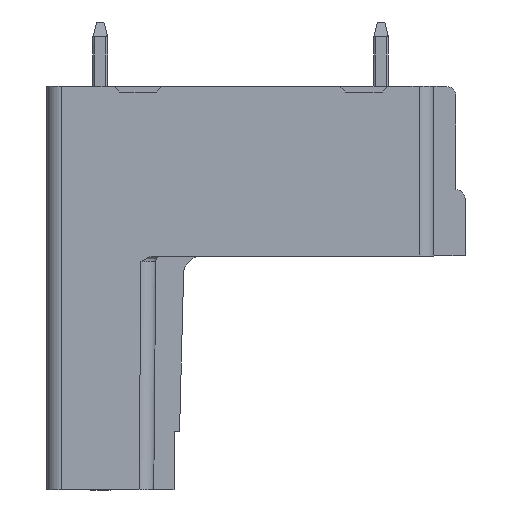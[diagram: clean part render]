
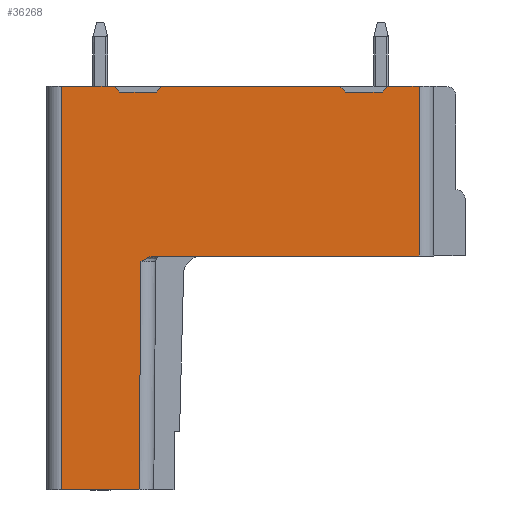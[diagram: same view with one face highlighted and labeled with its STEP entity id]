
A CAD part, left-side view. The second image highlights one B-rep face of the part: STEP entity #36268.
In plain terms, the highlighted planar face has unit normal (-1, 0, 0).
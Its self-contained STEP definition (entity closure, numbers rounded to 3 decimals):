
#566=CARTESIAN_POINT('',(-44.4,5.537,
0.));
#1578=DIRECTION('',(0.,1.,0.));
#1579=VECTOR('',#1578,2.85);
#1580=CARTESIAN_POINT('',(-44.4,7.75,9.2));
#1581=LINE('',#1580,#1579);
#5155=DIRECTION('',(0.,1.,0.));
#5156=VECTOR('',#5155,14.337);
#5157=CARTESIAN_POINT('',(-44.4,-8.8,
0.));
#5158=LINE('',#5157,#5156);
#5159=CARTESIAN_POINT('',(-44.4,5.537,
0.));
#5160=CARTESIAN_POINT('',(-44.4,5.563,
0.));
#5161=CARTESIAN_POINT('',(-44.4,5.618,
-0.002));
#5162=CARTESIAN_POINT('',(-44.4,5.71,
-0.018));
#5163=CARTESIAN_POINT('',(-44.4,5.81,
-0.046));
#5164=CARTESIAN_POINT('',(-44.4,5.918,
-0.089));
#5165=CARTESIAN_POINT('',(-44.4,6.033,
-0.146));
#5166=CARTESIAN_POINT('',(-44.4,6.157,
-0.216));
#5167=CARTESIAN_POINT('',(-44.4,6.245,
-0.271));
#5168=CARTESIAN_POINT('',(-44.4,6.292,
-0.3));
#5170=DIRECTION('',(0.,0.009,-1.));
#5171=VECTOR('',#5170,12.4);
#5172=CARTESIAN_POINT('',(-44.4,6.292,
-0.3));
#5173=LINE('',#5172,#5171);
#5174=DIRECTION('',(0.,1.,0.));
#5175=VECTOR('',#5174,4.2);
#5176=CARTESIAN_POINT('',(-44.4,6.4,-12.7));
#5177=LINE('',#5176,#5175);
#5178=DIRECTION('',(0.,-0.707,-0.707));
#5179=VECTOR('',#5178,0.424);
#5180=CARTESIAN_POINT('',(-44.4,7.75,9.2));
#5181=LINE('',#5180,#5179);
#5182=DIRECTION('',(0.,-0.707,0.707));
#5183=VECTOR('',#5182,0.424);
#5184=CARTESIAN_POINT('',(-44.4,5.45,8.9));
#5185=LINE('',#5184,#5183);
#5186=DIRECTION('',(0.,-1.,0.));
#5187=VECTOR('',#5186,9.65);
#5188=CARTESIAN_POINT('',(-44.4,5.15,9.2));
#5189=LINE('',#5188,#5187);
#5190=DIRECTION('',(0.,-0.707,-0.707));
#5191=VECTOR('',#5190,0.424);
#5192=CARTESIAN_POINT('',(-44.4,-4.5,9.2));
#5193=LINE('',#5192,#5191);
#5194=DIRECTION('',(0.,-0.707,0.707));
#5195=VECTOR('',#5194,0.424);
#5196=CARTESIAN_POINT('',(-44.4,-6.8,8.9));
#5197=LINE('',#5196,#5195);
#5198=DIRECTION('',(0.,-1.,0.));
#5199=VECTOR('',#5198,1.7);
#5200=CARTESIAN_POINT('',(-44.4,-7.1,9.2));
#5201=LINE('',#5200,#5199);
#5202=DIRECTION('',(0.,0.,-1.));
#5203=VECTOR('',#5202,9.2);
#5204=CARTESIAN_POINT('',(-44.4,-8.8,9.2));
#5205=LINE('',#5204,#5203);
#6158=DIRECTION('',(0.,1.,0.));
#6159=VECTOR('',#6158,2.);
#6160=CARTESIAN_POINT('',(-44.4,5.45,8.9));
#6161=LINE('',#6160,#6159);
#15141=DIRECTION('',(0.,0.,-1.));
#15142=VECTOR('',#15141,21.9);
#15143=CARTESIAN_POINT('',(-44.4,10.6,9.2));
#15144=LINE('',#15143,#15142);
#15277=DIRECTION('',(0.,1.,0.));
#15278=VECTOR('',#15277,2.);
#15279=CARTESIAN_POINT('',(-44.4,-6.8,8.9));
#15280=LINE('',#15279,#15278);
#24180=VERTEX_POINT('',#566);
#24181=CARTESIAN_POINT('',(-44.4,-8.8,
0.));
#24182=VERTEX_POINT('',#24181);
#24343=CARTESIAN_POINT('',(-44.4,-8.8,9.2));
#24344=VERTEX_POINT('',#24343);
#24345=CARTESIAN_POINT('',(-44.4,-7.1,9.2));
#24346=VERTEX_POINT('',#24345);
#24351=CARTESIAN_POINT('',(-44.4,-4.5,9.2));
#24352=VERTEX_POINT('',#24351);
#24353=CARTESIAN_POINT('',(-44.4,5.15,9.2));
#24354=VERTEX_POINT('',#24353);
#24363=CARTESIAN_POINT('',(-44.4,7.75,9.2));
#24364=VERTEX_POINT('',#24363);
#24365=CARTESIAN_POINT('',(-44.4,10.6,9.2));
#24366=VERTEX_POINT('',#24365);
#24446=VERTEX_POINT('',#5168);
#24447=CARTESIAN_POINT('',(-44.4,6.4,-12.7));
#24448=VERTEX_POINT('',#24447);
#24449=CARTESIAN_POINT('',(-44.4,10.6,-12.7));
#24450=VERTEX_POINT('',#24449);
#24451=CARTESIAN_POINT('',(-44.4,7.45,8.9));
#24452=VERTEX_POINT('',#24451);
#24453=CARTESIAN_POINT('',(-44.4,5.45,8.9));
#24454=VERTEX_POINT('',#24453);
#24455=CARTESIAN_POINT('',(-44.4,-4.8,8.9));
#24456=VERTEX_POINT('',#24455);
#24457=CARTESIAN_POINT('',(-44.4,-6.8,8.9));
#24458=VERTEX_POINT('',#24457);
#36236=CARTESIAN_POINT('',(-44.4,5.192,-0.3));
#36237=DIRECTION('',(-1.,0.,0.));
#36238=DIRECTION('',(0.,-1.,0.));
#36239=AXIS2_PLACEMENT_3D('',#36236,#36237,#36238);
#36240=PLANE('',#36239);
#36241=ORIENTED_EDGE('',*,*,#29886,.T.);
#36243=ORIENTED_EDGE('',*,*,#36242,.T.);
#36245=ORIENTED_EDGE('',*,*,#36244,.T.);
#36247=ORIENTED_EDGE('',*,*,#36246,.T.);
#36249=ORIENTED_EDGE('',*,*,#36248,.F.);
#36250=ORIENTED_EDGE('',*,*,#30628,.F.);
#36252=ORIENTED_EDGE('',*,*,#36251,.T.);
#36254=ORIENTED_EDGE('',*,*,#36253,.F.);
#36256=ORIENTED_EDGE('',*,*,#36255,.T.);
#36257=ORIENTED_EDGE('',*,*,#30612,.T.);
#36259=ORIENTED_EDGE('',*,*,#36258,.T.);
#36261=ORIENTED_EDGE('',*,*,#36260,.F.);
#36263=ORIENTED_EDGE('',*,*,#36262,.T.);
#36264=ORIENTED_EDGE('',*,*,#30603,.T.);
#36265=ORIENTED_EDGE('',*,*,#36229,.T.);
#36266=EDGE_LOOP('',(#36241,#36243,#36245,#36247,#36249,#36250,#36252,#36254,
#36256,#36257,#36259,#36261,#36263,#36264,#36265));
#36267=FACE_OUTER_BOUND('',#36266,.F.);
#36268=ADVANCED_FACE('',(#36267),#36240,.T.);
#5169=B_SPLINE_CURVE_WITH_KNOTS('',3,(#5159,#5160,#5161,#5162,#5163,#5164,#5165,
#5166,#5167,#5168),.UNSPECIFIED.,.F.,.F.,(4,1,1,1,1,1,1,4),(0.,
0.143,0.286,0.429,0.571,
0.714,0.857,1.),.UNSPECIFIED.);
#29886=EDGE_CURVE('',#24182,#24180,#5158,.T.);
#30603=EDGE_CURVE('',#24346,#24344,#5201,.T.);
#30612=EDGE_CURVE('',#24354,#24352,#5189,.T.);
#30628=EDGE_CURVE('',#24364,#24366,#1581,.T.);
#36229=EDGE_CURVE('',#24344,#24182,#5205,.T.);
#36242=EDGE_CURVE('',#24180,#24446,#5169,.T.);
#36244=EDGE_CURVE('',#24446,#24448,#5173,.T.);
#36246=EDGE_CURVE('',#24448,#24450,#5177,.T.);
#36248=EDGE_CURVE('',#24366,#24450,#15144,.T.);
#36251=EDGE_CURVE('',#24364,#24452,#5181,.T.);
#36253=EDGE_CURVE('',#24454,#24452,#6161,.T.);
#36255=EDGE_CURVE('',#24454,#24354,#5185,.T.);
#36258=EDGE_CURVE('',#24352,#24456,#5193,.T.);
#36260=EDGE_CURVE('',#24458,#24456,#15280,.T.);
#36262=EDGE_CURVE('',#24458,#24346,#5197,.T.);
